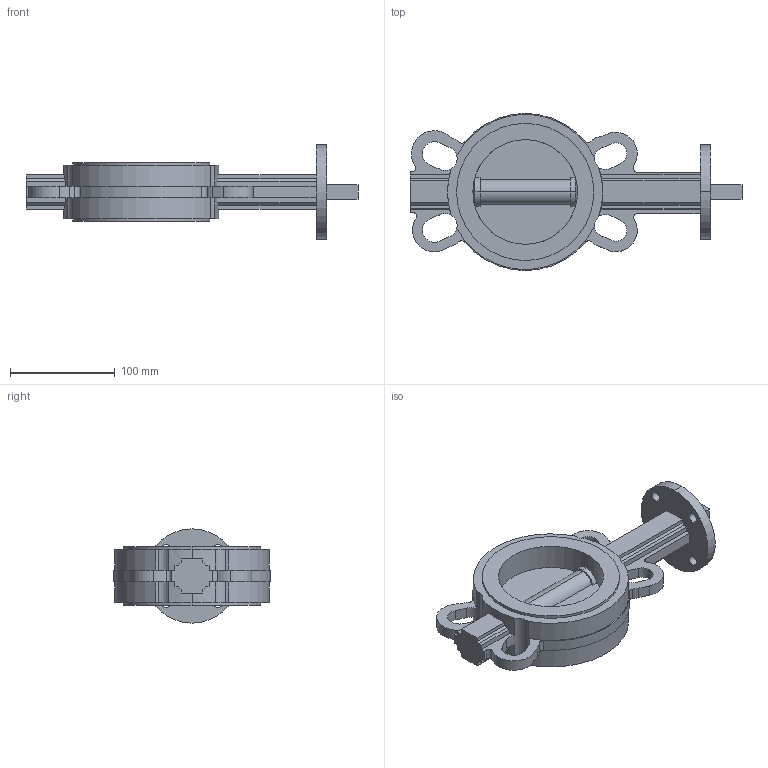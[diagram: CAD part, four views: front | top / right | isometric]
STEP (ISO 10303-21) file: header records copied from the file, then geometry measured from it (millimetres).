
FILE_DESCRIPTION (( 'STEP AP214' ), '1' );
FILE_NAME ('SCBF-D673-16XEX-100-H.step', '2025-09-25T05:49:26', ( 'KTP' ), ( '' ), 'SwSTEP 2.0', 'SolidWorks 2021', '' );
FILE_SCHEMA (( 'AUTOMOTIVE_DESIGN' ));
Length unit declared in the file: millimetre
Products named in the file (1): SCBF-D673-16XEX-100-H
Bounding box: 317 x 150 x 90 mm (x, y, z)
Volume: 812772.7 mm3; surface area: 129529.3 mm2
Topology: 2 solids, 2 shells, 162 faces, 469 edges, 310 vertices
Faces by surface type: plane 83, cylinder 75, sphere 4
Entity records: 6131 total; most frequent: DIRECTION 981, CARTESIAN_POINT 966, ORIENTED_EDGE 938, EDGE_CURVE 469, AXIS2_PLACEMENT_3D 357, VERTEX_POINT 310, VECTOR 267, LINE 267
